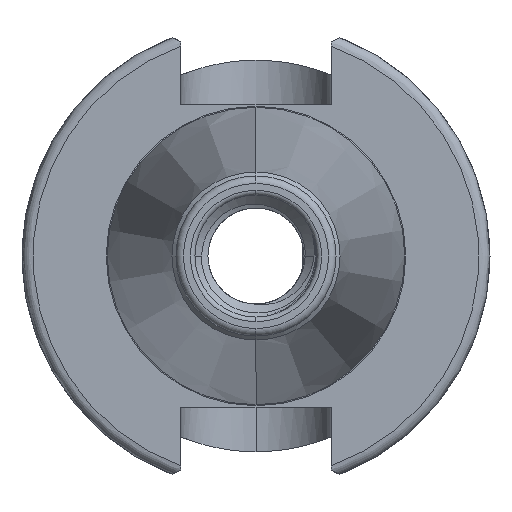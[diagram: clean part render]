
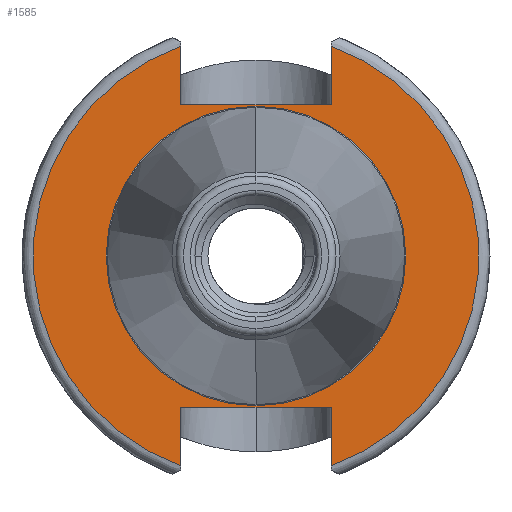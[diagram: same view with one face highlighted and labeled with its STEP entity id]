
A CAD part, left-side view. The second image highlights one B-rep face of the part: STEP entity #1585.
In plain terms, the highlighted planar face has unit normal (-1, 0, 0).
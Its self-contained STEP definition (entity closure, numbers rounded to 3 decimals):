
#48 = ORIENTED_EDGE ( 'NONE', *, *, #13617, .F. ) ;
#73 = ORIENTED_EDGE ( 'NONE', *, *, #13667, .F. ) ;
#121 = ORIENTED_EDGE ( 'NONE', *, *, #13237, .F. ) ;
#1585 = ADVANCED_FACE ( 'NONE', ( #13797, #13807 ), #11750, .F. ) ;
#1732 = CARTESIAN_POINT ( 'NONE',  ( -4., 8.075, -25.1 ) ) ;
#1770 = DIRECTION ( 'NONE',  ( 0., 0., 1. ) ) ;
#2780 = CARTESIAN_POINT ( 'NONE',  ( -4., 0., 0. ) ) ;
#2794 = DIRECTION ( 'NONE',  ( -1., 0., 0. ) ) ;
#2795 = DIRECTION ( 'NONE',  ( 0., 0., 1. ) ) ;
#7319 = CARTESIAN_POINT ( 'NONE',  ( -4., 0., 16.062 ) ) ;
#7393 = CARTESIAN_POINT ( 'NONE',  ( -4., 0., -16.062 ) ) ;
#7428 = DIRECTION ( 'NONE',  ( -1., 0., 0. ) ) ;
#7430 = CARTESIAN_POINT ( 'NONE',  ( -4., 0., 0. ) ) ;
#7435 = DIRECTION ( 'NONE',  ( 0., 0., 1. ) ) ;
#7437 = CARTESIAN_POINT ( 'NONE',  ( -4., 0., 0. ) ) ;
#7443 = DIRECTION ( 'NONE',  ( -1., 0., 0. ) ) ;
#7447 = DIRECTION ( 'NONE',  ( 0., 0., 1. ) ) ;
#7535 = CARTESIAN_POINT ( 'NONE',  ( -4., -8.075, 16.2 ) ) ;
#7536 = DIRECTION ( 'NONE',  ( 0., -1., 0. ) ) ;
#7570 = DIRECTION ( 'NONE',  ( 0., 0., 1. ) ) ;
#7583 = CARTESIAN_POINT ( 'NONE',  ( -4., -8.075, -25.1 ) ) ;
#8595 = DIRECTION ( 'NONE',  ( 0., -1., 0. ) ) ;
#8603 = CARTESIAN_POINT ( 'NONE',  ( -4., -8.075, 25.1 ) ) ;
#8608 = DIRECTION ( 'NONE',  ( 0., 0., -1. ) ) ;
#8609 = CARTESIAN_POINT ( 'NONE',  ( -4., 8.075, 25.1 ) ) ;
#8619 = CARTESIAN_POINT ( 'NONE',  ( -4., -8.075, -16.2 ) ) ;
#8621 = DIRECTION ( 'NONE',  ( 0., 0., -1. ) ) ;
#9387 = DIRECTION ( 'NONE',  ( -1., 0., 0. ) ) ;
#9401 = DIRECTION ( 'NONE',  ( 0., 0., 1. ) ) ;
#9403 = CARTESIAN_POINT ( 'NONE',  ( -4., 0., 0. ) ) ;
#11743 = DIRECTION ( 'NONE',  ( 1., 0., 0. ) ) ;
#11750 = PLANE ( 'NONE',  #13366 ) ;
#11763 = CARTESIAN_POINT ( 'NONE',  ( -4., 16.062, 0. ) ) ;
#11772 = DIRECTION ( 'NONE',  ( 0., 0., -1. ) ) ;
#12030 = LINE ( 'NONE', #8619, #12043 ) ;
#12031 = VECTOR ( 'NONE', #7536, 1000. ) ;
#12043 = VECTOR ( 'NONE', #8595, 1000. ) ;
#12044 = CIRCLE ( 'NONE', #13525, 16.062 ) ;
#12049 = LINE ( 'NONE', #8609, #12067 ) ;
#12050 = LINE ( 'NONE', #7535, #12031 ) ;
#12053 = LINE ( 'NONE', #7583, #12070 ) ;
#12059 = CIRCLE ( 'NONE', #13520, 23.9 ) ;
#12065 = VECTOR ( 'NONE', #8608, 1000. ) ;
#12066 = LINE ( 'NONE', #8603, #12065 ) ;
#12067 = VECTOR ( 'NONE', #8621, 1000. ) ;
#12070 = VECTOR ( 'NONE', #7570, 1000. ) ;
#12096 = CARTESIAN_POINT ( 'NONE',  ( -4., -8.075, 16.2 ) ) ;
#12104 = CARTESIAN_POINT ( 'NONE',  ( -4., 8.075, 22.495 ) ) ;
#12151 = CARTESIAN_POINT ( 'NONE',  ( -4., -8.075, 22.495 ) ) ;
#12159 = CARTESIAN_POINT ( 'NONE',  ( -4., -8.075, -16.2 ) ) ;
#12160 = CARTESIAN_POINT ( 'NONE',  ( -4., -8.075, -22.495 ) ) ;
#12162 = CARTESIAN_POINT ( 'NONE',  ( -4., 8.075, 16.2 ) ) ;
#12169 = CARTESIAN_POINT ( 'NONE',  ( -4., 8.075, -22.495 ) ) ;
#12188 = CARTESIAN_POINT ( 'NONE',  ( -4., 8.075, -16.2 ) ) ;
#12674 = ORIENTED_EDGE ( 'NONE', *, *, #12995, .T. ) ;
#12685 = ORIENTED_EDGE ( 'NONE', *, *, #13661, .T. ) ;
#12706 = ORIENTED_EDGE ( 'NONE', *, *, #13615, .T. ) ;
#12708 = ORIENTED_EDGE ( 'NONE', *, *, #13678, .F. ) ;
#12713 = ORIENTED_EDGE ( 'NONE', *, *, #13634, .T. ) ;
#12719 = ORIENTED_EDGE ( 'NONE', *, *, #12963, .T. ) ;
#12724 = ORIENTED_EDGE ( 'NONE', *, *, #13677, .F. ) ;
#12963 = EDGE_CURVE ( 'NONE', #18175, #18263, #13901, .T. ) ;
#12995 = EDGE_CURVE ( 'NONE', #18263, #18230, #13953, .T. ) ;
#13237 = EDGE_CURVE ( 'NONE', #18094, #18047, #16700, .T. ) ;
#13366 = AXIS2_PLACEMENT_3D ( 'NONE', #11763, #11743, #11772 ) ;
#13444 = AXIS2_PLACEMENT_3D ( 'NONE', #2780, #2794, #2795 ) ;
#13514 = AXIS2_PLACEMENT_3D ( 'NONE', #9403, #9387, #9401 ) ;
#13520 = AXIS2_PLACEMENT_3D ( 'NONE', #7437, #7428, #7447 ) ;
#13525 = AXIS2_PLACEMENT_3D ( 'NONE', #7430, #7443, #7435 ) ;
#13615 = EDGE_CURVE ( 'NONE', #18230, #18226, #12030, .T. ) ;
#13617 = EDGE_CURVE ( 'NONE', #18175, #18255, #12049, .T. ) ;
#13634 = EDGE_CURVE ( 'NONE', #18217, #18168, #12066, .T. ) ;
#13661 = EDGE_CURVE ( 'NONE', #18246, #18217, #12059, .T. ) ;
#13667 = EDGE_CURVE ( 'NONE', #18047, #18094, #12044, .T. ) ;
#13677 = EDGE_CURVE ( 'NONE', #18255, #18168, #12050, .T. ) ;
#13678 = EDGE_CURVE ( 'NONE', #18246, #18226, #12053, .T. ) ;
#13797 = FACE_OUTER_BOUND ( 'NONE', #18425, .T. ) ;
#13807 = FACE_BOUND ( 'NONE', #18409, .T. ) ;
#13901 = CIRCLE ( 'NONE', #13444, 23.9 ) ;
#13953 = LINE ( 'NONE', #1732, #13955 ) ;
#13955 = VECTOR ( 'NONE', #1770, 1000. ) ;
#16700 = CIRCLE ( 'NONE', #13514, 16.062 ) ;
#18047 = VERTEX_POINT ( 'NONE', #7319 ) ;
#18094 = VERTEX_POINT ( 'NONE', #7393 ) ;
#18168 = VERTEX_POINT ( 'NONE', #12096 ) ;
#18175 = VERTEX_POINT ( 'NONE', #12104 ) ;
#18217 = VERTEX_POINT ( 'NONE', #12151 ) ;
#18226 = VERTEX_POINT ( 'NONE', #12159 ) ;
#18230 = VERTEX_POINT ( 'NONE', #12188 ) ;
#18246 = VERTEX_POINT ( 'NONE', #12160 ) ;
#18255 = VERTEX_POINT ( 'NONE', #12162 ) ;
#18263 = VERTEX_POINT ( 'NONE', #12169 ) ;
#18409 = EDGE_LOOP ( 'NONE', ( #73, #121 ) ) ;
#18425 = EDGE_LOOP ( 'NONE', ( #12719, #12674, #12706, #12708, #12685, #12713, #12724, #48 ) ) ;
